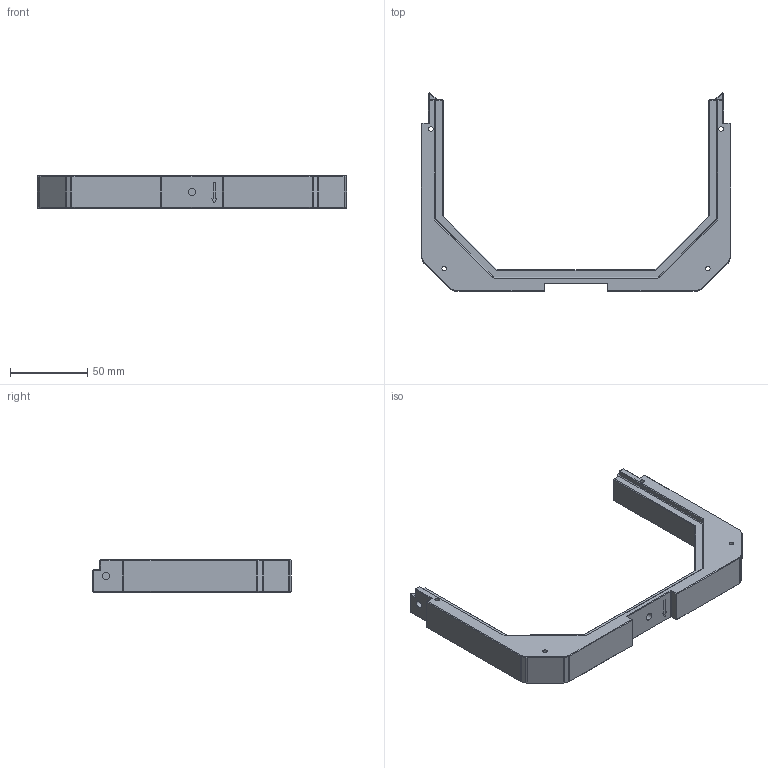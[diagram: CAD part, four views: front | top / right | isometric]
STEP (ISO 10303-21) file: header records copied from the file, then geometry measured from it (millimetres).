
FILE_DESCRIPTION(/* description */ (''),/* implementation_level */ '2;1');
FILE_NAME(/* name */ 'buffer-bottom.step',/* time_stamp */ '2023-05-06T21:08:08-04:00',/* author */ (''),/* organization */ (''),/* preprocessor_version */ 'ST-DEVELOPER v19.2',/* originating_system */ 'Autodesk Translation Framework v12.4.0.73',/* authorisation */ '');
FILE_SCHEMA (('AUTOMOTIVE_DESIGN { 1 0 10303 214 3 1 1 }'));
Length unit declared in the file: millimetre
Products named in the file (1): FusionComponent
Bounding box: 200 x 128.6 x 20.8 mm (x, y, z)
Volume: 124620.2 mm3; surface area: 30211.2 mm2
Topology: 1 solids, 1 shells, 221 faces, 457 edges, 242 vertices
Faces by surface type: plane 214, cylinder 7
Full cylindrical faces by diameter (mm): 2.9 x4, 4.8 x3
Entity records: 5530 total; most frequent: CARTESIAN_POINT 921, DIRECTION 915, ORIENTED_EDGE 914, EDGE_CURVE 457, LINE 443, VECTOR 443, VERTEX_POINT 242, AXIS2_PLACEMENT_3D 236
